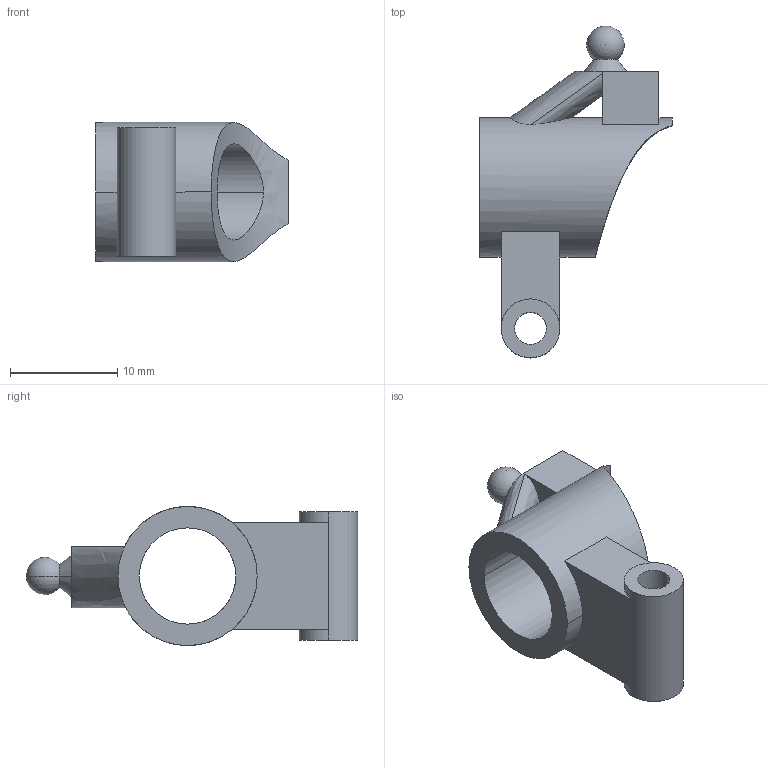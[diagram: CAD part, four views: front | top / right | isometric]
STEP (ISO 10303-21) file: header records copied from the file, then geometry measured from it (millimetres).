
FILE_DESCRIPTION (( 'STEP AP203' ), '1' );
FILE_NAME ('V4_rear upright_默认_sldprt.STEP', '2019-01-08T05:43:54', ( '' ), ( '' ), 'SwSTEP 2.0', 'SolidWorks 2016', '' );
FILE_SCHEMA (( 'CONFIG_CONTROL_DESIGN' ));
Length unit declared in the file: millimetre
Products named in the file (1): V4_rear upright_默认_sldprt
Bounding box: 18 x 31 x 13 mm (x, y, z)
Volume: 1681.9 mm3; surface area: 1721.4 mm2
Topology: 1 solids, 1 shells, 30 faces, 87 edges, 56 vertices
Faces by surface type: plane 14, cylinder 9, bspline 3, sphere 2, cone 2
Entity records: 1279 total; most frequent: CARTESIAN_POINT 431, ORIENTED_EDGE 164, DIRECTION 160, EDGE_CURVE 82, AXIS2_PLACEMENT_3D 62, VERTEX_POINT 53, LINE 36, VECTOR 36
